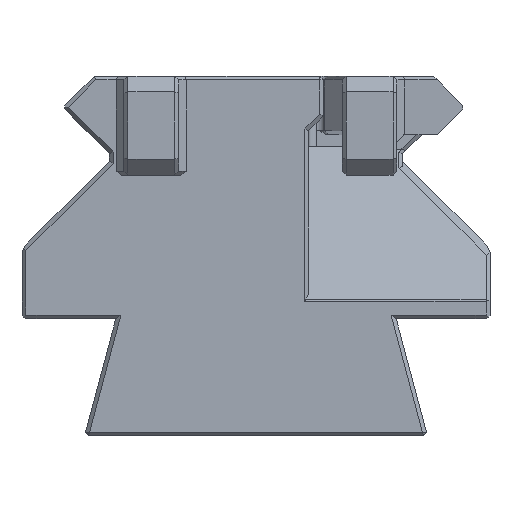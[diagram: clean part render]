
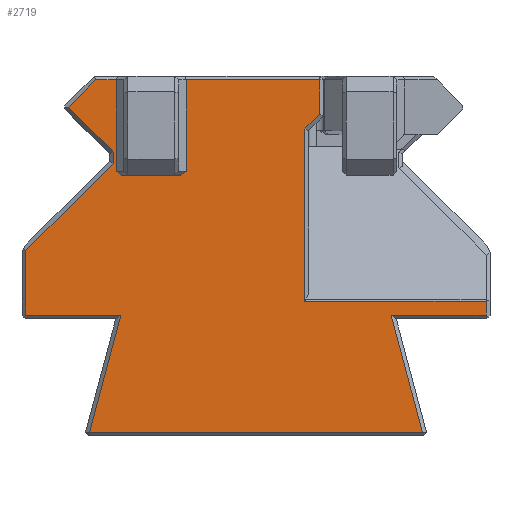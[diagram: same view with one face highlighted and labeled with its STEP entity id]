
A CAD part, front view. The second image highlights one B-rep face of the part: STEP entity #2719.
In plain terms, the highlighted planar face has unit normal (0, -1, 0).
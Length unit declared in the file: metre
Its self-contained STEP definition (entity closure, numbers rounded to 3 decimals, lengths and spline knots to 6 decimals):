
#38=ORIENTED_EDGE('',*,*,#838,.T.);
#39=ORIENTED_EDGE('',*,*,#839,.T.);
#40=ORIENTED_EDGE('',*,*,#840,.T.);
#41=ORIENTED_EDGE('',*,*,#841,.T.);
#42=ORIENTED_EDGE('',*,*,#842,.T.);
#43=ORIENTED_EDGE('',*,*,#843,.T.);
#44=ORIENTED_EDGE('',*,*,#844,.T.);
#45=ORIENTED_EDGE('',*,*,#845,.T.);
#46=ORIENTED_EDGE('',*,*,#846,.T.);
#47=ORIENTED_EDGE('',*,*,#847,.T.);
#48=ORIENTED_EDGE('',*,*,#848,.T.);
#49=ORIENTED_EDGE('',*,*,#849,.T.);
#50=ORIENTED_EDGE('',*,*,#850,.T.);
#51=ORIENTED_EDGE('',*,*,#851,.T.);
#52=ORIENTED_EDGE('',*,*,#852,.F.);
#53=ORIENTED_EDGE('',*,*,#853,.T.);
#54=ORIENTED_EDGE('',*,*,#854,.T.);
#55=ORIENTED_EDGE('',*,*,#855,.T.);
#56=ORIENTED_EDGE('',*,*,#856,.T.);
#57=ORIENTED_EDGE('',*,*,#857,.T.);
#58=ORIENTED_EDGE('',*,*,#858,.T.);
#59=ORIENTED_EDGE('',*,*,#859,.T.);
#838=EDGE_CURVE('',#1238,#1239,#1481,.T.);
#839=EDGE_CURVE('',#1239,#1240,#1482,.T.);
#840=EDGE_CURVE('',#1240,#1241,#1483,.T.);
#841=EDGE_CURVE('',#1241,#1242,#1484,.T.);
#842=EDGE_CURVE('',#1242,#1243,#1485,.T.);
#843=EDGE_CURVE('',#1243,#1244,#1486,.T.);
#844=EDGE_CURVE('',#1244,#1245,#1487,.T.);
#845=EDGE_CURVE('',#1245,#1246,#1488,.T.);
#846=EDGE_CURVE('',#1246,#1247,#1489,.T.);
#847=EDGE_CURVE('',#1247,#1248,#1490,.T.);
#848=EDGE_CURVE('',#1248,#1249,#1491,.T.);
#849=EDGE_CURVE('',#1249,#1250,#1492,.T.);
#850=EDGE_CURVE('',#1250,#1251,#1493,.T.);
#851=EDGE_CURVE('',#1251,#1252,#1494,.T.);
#852=EDGE_CURVE('',#1253,#1252,#1495,.T.);
#853=EDGE_CURVE('',#1253,#1254,#1496,.F.);
#854=EDGE_CURVE('',#1254,#1255,#1497,.T.);
#855=EDGE_CURVE('',#1255,#1256,#1498,.T.);
#856=EDGE_CURVE('',#1256,#1257,#1499,.T.);
#857=EDGE_CURVE('',#1257,#1258,#1500,.T.);
#858=EDGE_CURVE('',#1258,#1259,#1501,.T.);
#859=EDGE_CURVE('',#1259,#1238,#1502,.T.);
#1238=VERTEX_POINT('',#3803);
#1239=VERTEX_POINT('',#3804);
#1240=VERTEX_POINT('',#3806);
#1241=VERTEX_POINT('',#3808);
#1242=VERTEX_POINT('',#3810);
#1243=VERTEX_POINT('',#3812);
#1244=VERTEX_POINT('',#3814);
#1245=VERTEX_POINT('',#3816);
#1246=VERTEX_POINT('',#3818);
#1247=VERTEX_POINT('',#3820);
#1248=VERTEX_POINT('',#3822);
#1249=VERTEX_POINT('',#3824);
#1250=VERTEX_POINT('',#3826);
#1251=VERTEX_POINT('',#3828);
#1252=VERTEX_POINT('',#3830);
#1253=VERTEX_POINT('',#3832);
#1254=VERTEX_POINT('',#3834);
#1255=VERTEX_POINT('',#3836);
#1256=VERTEX_POINT('',#3838);
#1257=VERTEX_POINT('',#3840);
#1258=VERTEX_POINT('',#3842);
#1259=VERTEX_POINT('',#3844);
#1481=LINE('',#3802,#1867);
#1482=LINE('',#3805,#1868);
#1483=LINE('',#3807,#1869);
#1484=LINE('',#3809,#1870);
#1485=LINE('',#3811,#1871);
#1486=LINE('',#3813,#1872);
#1487=LINE('',#3815,#1873);
#1488=LINE('',#3817,#1874);
#1489=LINE('',#3819,#1875);
#1490=LINE('',#3821,#1876);
#1491=LINE('',#3823,#1877);
#1492=LINE('',#3825,#1878);
#1493=LINE('',#3827,#1879);
#1494=LINE('',#3829,#1880);
#1495=LINE('',#3831,#1881);
#1496=LINE('',#3833,#1882);
#1497=LINE('',#3835,#1883);
#1498=LINE('',#3837,#1884);
#1499=LINE('',#3839,#1885);
#1500=LINE('',#3841,#1886);
#1501=LINE('',#3843,#1887);
#1502=LINE('',#3845,#1888);
#1867=VECTOR('',#3071,1.);
#1868=VECTOR('',#3072,1.);
#1869=VECTOR('',#3073,1.);
#1870=VECTOR('',#3074,1.);
#1871=VECTOR('',#3075,1.);
#1872=VECTOR('',#3076,1.);
#1873=VECTOR('',#3077,1.);
#1874=VECTOR('',#3078,1.);
#1875=VECTOR('',#3079,1.);
#1876=VECTOR('',#3080,1.);
#1877=VECTOR('',#3081,1.);
#1878=VECTOR('',#3082,1.);
#1879=VECTOR('',#3083,1.);
#1880=VECTOR('',#3084,1.);
#1881=VECTOR('',#3085,1.);
#1882=VECTOR('',#3086,1.);
#1883=VECTOR('',#3087,1.);
#1884=VECTOR('',#3088,1.);
#1885=VECTOR('',#3089,1.);
#1886=VECTOR('',#3090,1.);
#1887=VECTOR('',#3091,1.);
#1888=VECTOR('',#3092,1.);
#2250=EDGE_LOOP('',(#38,#39,#40,#41,#42,#43,#44,#45,#46,#47,#48,#49,#50,
#51,#52,#53,#54,#55,#56,#57,#58,#59));
#2409=FACE_BOUND('',#2250,.T.);
#2568=PLANE('',#2891);
#2719=ADVANCED_FACE('',(#2409),#2568,.T.);
#2891=AXIS2_PLACEMENT_3D('',#3801,#3069,#3070);
#3069=DIRECTION('',(0.,-1.,0.));
#3070=DIRECTION('',(1.,0.,0.));
#3071=DIRECTION('',(0.,0.,-1.));
#3072=DIRECTION('',(1.,0.,0.));
#3073=DIRECTION('',(-0.259,0.,-0.966));
#3074=DIRECTION('',(1.,0.,0.));
#3075=DIRECTION('',(-0.259,0.,0.966));
#3076=DIRECTION('',(1.,0.,0.));
#3077=DIRECTION('',(0.,0.,1.));
#3078=DIRECTION('',(-1.,0.,0.));
#3079=DIRECTION('',(0.,0.,1.));
#3080=DIRECTION('',(0.707,0.,0.707));
#3081=DIRECTION('',(0.,0.,1.));
#3082=DIRECTION('',(-1.,0.,0.));
#3083=DIRECTION('',(0.,0.,-1.));
#3084=DIRECTION('',(-0.816,0.,-0.577));
#3085=DIRECTION('',(1.,0.,0.));
#3086=DIRECTION('',(0.816,0.,-0.577));
#3087=DIRECTION('',(0.,0.,1.));
#3088=DIRECTION('',(-1.,0.,0.));
#3089=DIRECTION('',(-0.707,0.,-0.707));
#3090=DIRECTION('',(0.707,0.,-0.707));
#3091=DIRECTION('',(0.,0.,-1.));
#3092=DIRECTION('',(-0.707,0.,-0.707));
#3801=CARTESIAN_POINT('',(-0.012201,-0.06,0.002075));
#3802=CARTESIAN_POINT('',(-0.0295,-0.06,-0.0332));
#3803=CARTESIAN_POINT('',(-0.0295,-0.06,-0.013407));
#3804=CARTESIAN_POINT('',(-0.0295,-0.06,-0.0217));
#3805=CARTESIAN_POINT('',(-0.017981,-0.06,-0.0217));
#3806=CARTESIAN_POINT('',(-0.017329,-0.06,-0.0217));
#3807=CARTESIAN_POINT('',(-0.021517,-0.06,-0.037329));
#3808=CARTESIAN_POINT('',(-0.021348,-0.06,-0.0367));
#3809=CARTESIAN_POINT('',(-0.012201,-0.06,-0.0367));
#3810=CARTESIAN_POINT('',(0.021348,-0.06,-0.0367));
#3811=CARTESIAN_POINT('',(0.009407,-0.06,0.007865));
#3812=CARTESIAN_POINT('',(0.017329,-0.06,-0.0217));
#3813=CARTESIAN_POINT('',(0.0295,-0.06,-0.0217));
#3814=CARTESIAN_POINT('',(0.0295,-0.06,-0.0217));
#3815=CARTESIAN_POINT('',(0.0295,-0.06,0.002075));
#3816=CARTESIAN_POINT('',(0.0295,-0.06,-0.01994));
#3817=CARTESIAN_POINT('',(-0.012201,-0.06,-0.01994));
#3818=CARTESIAN_POINT('',(0.00625,-0.06,-0.01994));
#3819=CARTESIAN_POINT('',(0.00625,-0.06,0.00195));
#3820=CARTESIAN_POINT('',(0.00625,-0.06,0.002157));
#3821=CARTESIAN_POINT('',(0.008296,-0.06,0.004203));
#3822=CARTESIAN_POINT('',(0.00815,-0.06,0.004057));
#3823=CARTESIAN_POINT('',(0.00815,-0.06,0.002075));
#3824=CARTESIAN_POINT('',(0.00815,-0.06,0.00845));
#3825=CARTESIAN_POINT('',(-0.009636,-0.06,0.00845));
#3826=CARTESIAN_POINT('',(-0.008928,-0.06,0.00845));
#3827=CARTESIAN_POINT('',(-0.008928,-0.06,0.002075));
#3828=CARTESIAN_POINT('',(-0.008928,-0.06,-0.00325));
#3829=CARTESIAN_POINT('',(-0.013733,-0.06,-0.006648));
#3830=CARTESIAN_POINT('',(-0.009636,-0.06,-0.00375));
#3831=CARTESIAN_POINT('',(-0.016928,-0.06,-0.00375));
#3832=CARTESIAN_POINT('',(-0.017221,-0.06,-0.00375));
#3833=CARTESIAN_POINT('',(-0.015457,-0.06,-0.004998));
#3834=CARTESIAN_POINT('',(-0.017928,-0.06,-0.00325));
#3835=CARTESIAN_POINT('',(-0.017928,-0.06,0.00895));
#3836=CARTESIAN_POINT('',(-0.017928,-0.06,0.00845));
#3837=CARTESIAN_POINT('',(-0.02075,-0.06,0.00845));
#3838=CARTESIAN_POINT('',(-0.020543,-0.06,0.00845));
#3839=CARTESIAN_POINT('',(-0.019559,-0.06,0.009433));
#3840=CARTESIAN_POINT('',(-0.024043,-0.06,0.00495));
#3841=CARTESIAN_POINT('',(-0.016685,-0.06,-0.002408));
#3842=CARTESIAN_POINT('',(-0.0183,-0.06,-0.000793));
#3843=CARTESIAN_POINT('',(-0.0183,-0.06,-0.002));
#3844=CARTESIAN_POINT('',(-0.0183,-0.06,-0.002207));
#3845=CARTESIAN_POINT('',(-0.029646,-0.06,-0.013554));
